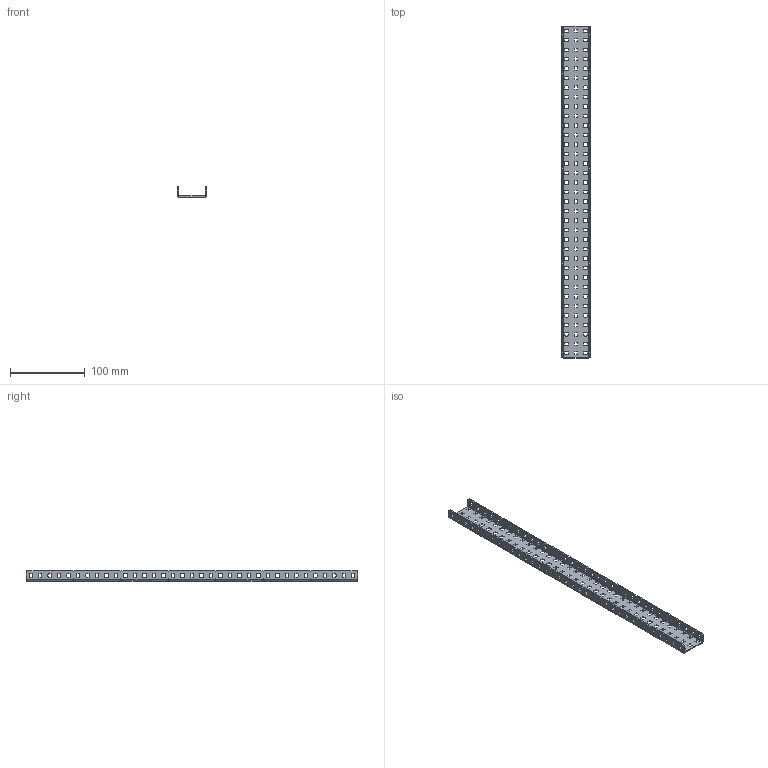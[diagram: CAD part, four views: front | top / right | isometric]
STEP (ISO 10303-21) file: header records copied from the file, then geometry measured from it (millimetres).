
FILE_DESCRIPTION(/* description */ ('STEP AP214'),/* implementation_level */ '2;1');
FILE_NAME(/* name */ 'Aluminum C-Channel 1x3x1x35.ipt.step',/* time_stamp */ '2020-04-16T23:00:47-04:00',/* author */ ('svradm'),/* organization */ (''),/* preprocessor_version */ 'ST-DEVELOPER v17',/* originating_system */ 'Autodesk Inventor 2019',/* authorisation */ '');
FILE_SCHEMA (('AUTOMOTIVE_DESIGN { 1 0 10303 214 3 1 1 }'));
Length unit declared in the file: inch
Products named in the file (1): Aluminum C-Channel 1x3x1x35
Bounding box: 38.1 x 444.5 x 13.87 mm (x, y, z)
Volume: 37451.2 mm3; surface area: 53592.7 mm2
Topology: 1 solids, 1 shells, 1582 faces, 4947 edges, 3367 vertices
Faces by surface type: plane 806, cylinder 728, bspline 48
Entity records: 56323 total; most frequent: CARTESIAN_POINT 10982, DIRECTION 9504, ORIENTED_EDGE 9496, EDGE_CURVE 4748, LINE 3244, VECTOR 3244, VERTEX_POINT 3144, AXIS2_PLACEMENT_3D 3130
